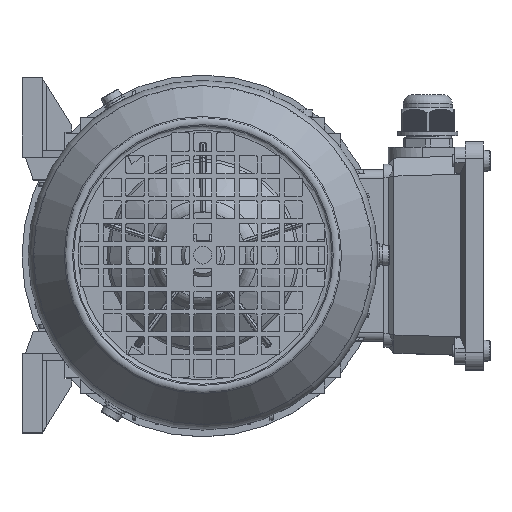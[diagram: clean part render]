
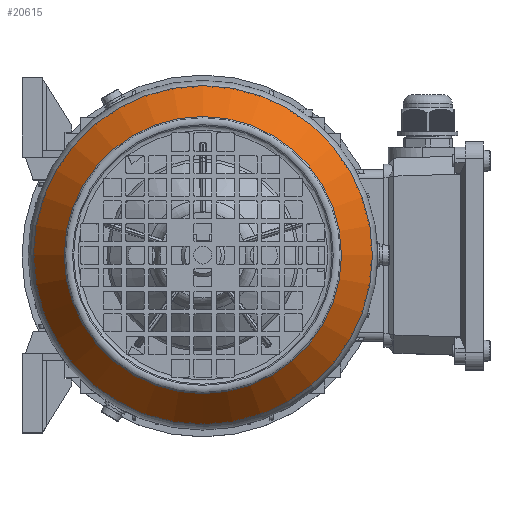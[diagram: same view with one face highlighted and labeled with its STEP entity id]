
A CAD part, top view. The second image highlights one B-rep face of the part: STEP entity #20615.
In plain terms, the highlighted conical face has half-angle 35 degrees and reference radius 74.985 mm.
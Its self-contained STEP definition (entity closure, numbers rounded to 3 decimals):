
#15112=FACE_BOUND('',#28859,.T.);
#15113=FACE_BOUND('',#28860,.T.);
#20615=ADVANCED_FACE('',(#15112,#15113),#22993,.T.);
#22993=CONICAL_SURFACE('',#79523,74.985,35.);
#28859=EDGE_LOOP('',(#44783));
#28860=EDGE_LOOP('',(#44784));
#32656=CIRCLE('',#79520,74.985);
#32657=CIRCLE('',#79522,61.294);
#44783=ORIENTED_EDGE('',*,*,#69416,.T.);
#44784=ORIENTED_EDGE('',*,*,#69415,.F.);
#60342=VERTEX_POINT('',#129648);
#60343=VERTEX_POINT('',#129651);
#69415=EDGE_CURVE('',#60342,#60342,#32656,.T.);
#69416=EDGE_CURVE('',#60343,#60343,#32657,.T.);
#79520=AXIS2_PLACEMENT_3D('',#129647,#92386,#92387);
#79522=AXIS2_PLACEMENT_3D('',#129650,#92390,#92391);
#79523=AXIS2_PLACEMENT_3D('',#129652,#92392,#92393);
#92386=DIRECTION('',(0.,0.,-1.));
#92387=DIRECTION('',(0.,-1.,0.));
#92390=DIRECTION('',(0.,0.,-1.));
#92391=DIRECTION('',(0.,-1.,0.));
#92392=DIRECTION('',(0.,0.,-1.));
#92393=DIRECTION('',(0.,-1.,0.));
#129647=CARTESIAN_POINT('',(0.,0.,199.253));
#129648=CARTESIAN_POINT('',(0.,-74.985,199.253));
#129650=CARTESIAN_POINT('',(0.,0.,218.806));
#129651=CARTESIAN_POINT('',(0.,-61.294,218.806));
#129652=CARTESIAN_POINT('',(0.,0.,199.253));
